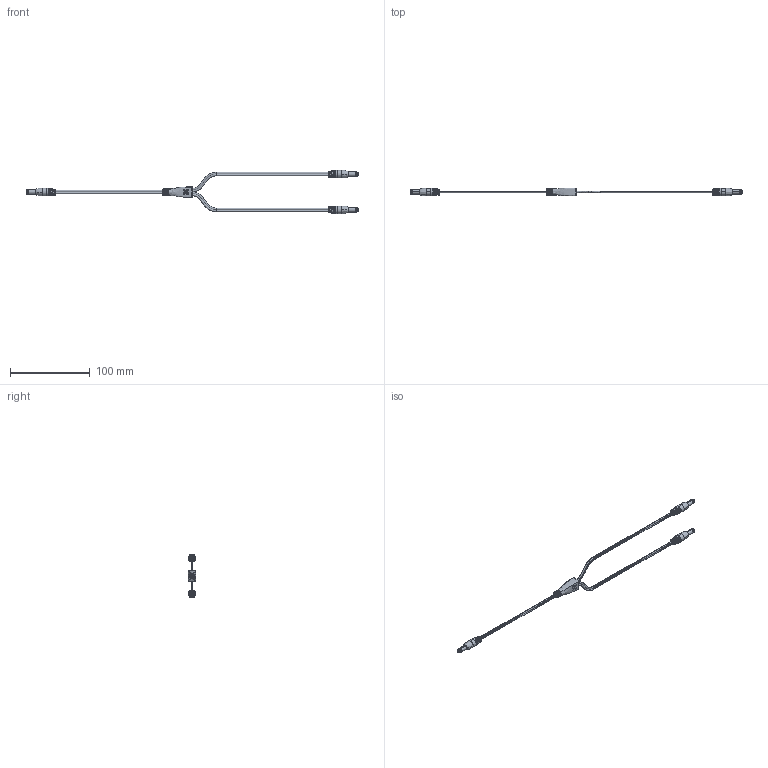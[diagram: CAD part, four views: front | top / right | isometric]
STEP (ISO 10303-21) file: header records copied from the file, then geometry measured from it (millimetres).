
FILE_DESCRIPTION (( 'STEP AP203' ), '1' );
FILE_NAME ('10-02731_revA.STEP', '2018-04-17T16:00:25', ( '' ), ( '' ), 'SwSTEP 2.0', 'SolidWorks 2015', '' );
FILE_SCHEMA (( 'CONFIG_CONTROL_DESIGN' ));
Length unit declared in the file: millimetre
Products named in the file (8): 24-00003; 10-02731_revA; 24-00195_30-00007; 50-00026 contact; 50-00026 shell; 50-00026 insulator; 50-00026; 30-00007_blunt cut
Assembly tree (13 placements, depth 3):
  10-02731_revA
    30-00007_blunt cut  x3
    24-00195_30-00007
    24-00003  x3
    50-00026  x3
      50-00026 shell
      50-00026 contact
      50-00026 insulator
Bounding box: 416.36 x 10 x 54.41 mm (x, y, z)
Volume: 11951.1 mm3; surface area: 53600 mm2
Topology: 288 solids, 288 shells, 2673 faces, 6025 edges, 3975 vertices
Faces by surface type: cylinder 1208, plane 944, bspline 369, torus 80, cone 72
Entity records: 34538 total; most frequent: CARTESIAN_POINT 12246, DIRECTION 4357, ORIENTED_EDGE 4330, EDGE_CURVE 2165, AXIS2_PLACEMENT_3D 1820, VERTEX_POINT 1425, EDGE_LOOP 1148, CIRCLE 993
